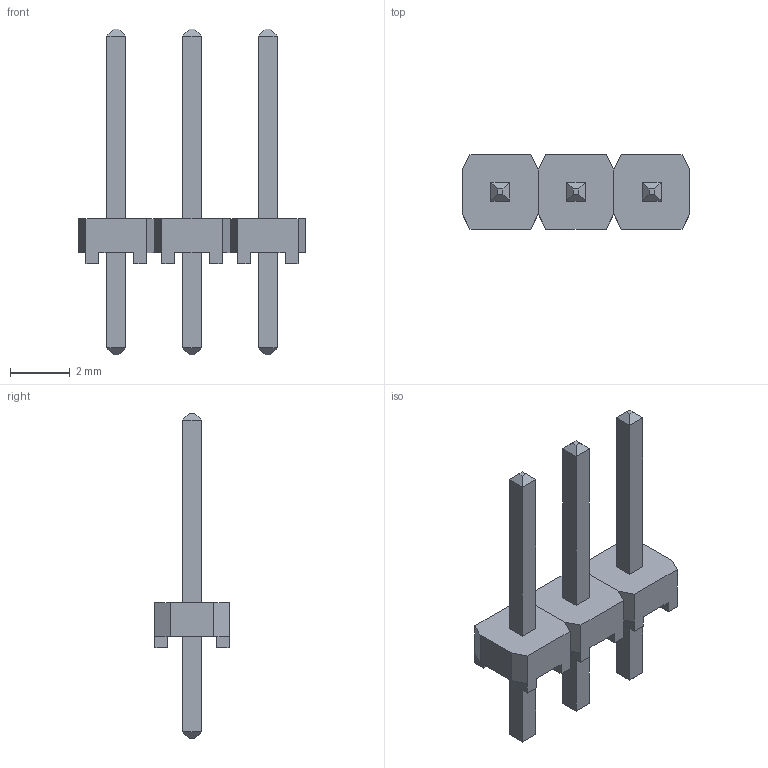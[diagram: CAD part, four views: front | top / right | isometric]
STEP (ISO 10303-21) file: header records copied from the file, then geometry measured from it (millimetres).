
FILE_DESCRIPTION((''),'2;1');
FILE_NAME('SAMTEC_MTLW-103-07-L-S-250.stp','2012-12-13T13:40:17',(''),(''),'Mechanical Desktop 2011','Mechanical Desktop 2011',', , ');
FILE_SCHEMA(('AUTOMOTIVE_DESIGN { 1 2 10303 214 1 1 1 1 }'));
Length unit declared in the file: millimetre
Products named in the file (1): Product
Bounding box: 7.62 x 2.49 x 10.92 mm (x, y, z)
Volume: 33.2 mm3; surface area: 152.9 mm2
Topology: 9 solids, 9 shells, 138 faces, 324 edges, 204 vertices
Faces by surface type: bspline 69, plane 69
Entity records: 3871 total; most frequent: CARTESIAN_POINT 874, ORIENTED_EDGE 648, DIRECTION 464, VECTOR 324, LINE 324, EDGE_CURVE 324, VERTEX_POINT 204, EDGE_LOOP 138
